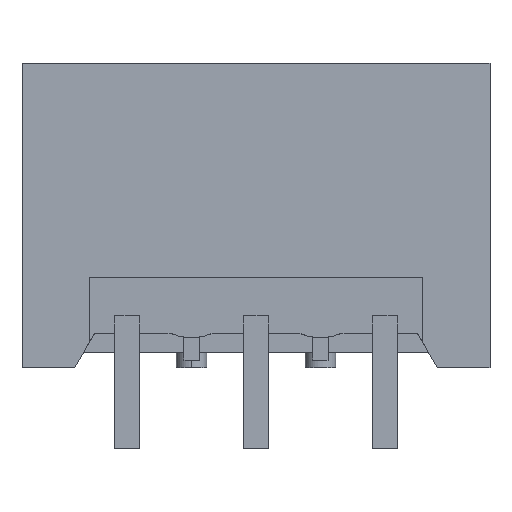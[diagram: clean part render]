
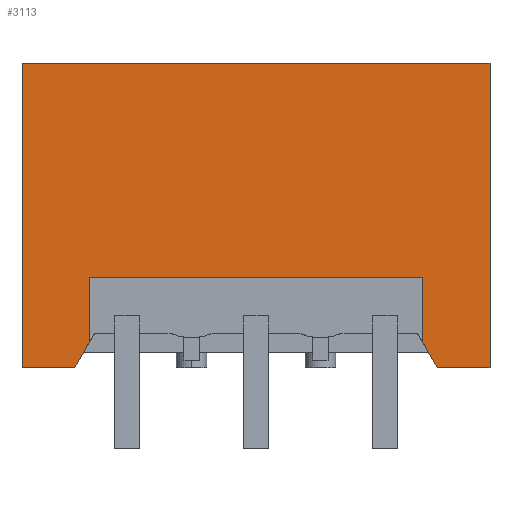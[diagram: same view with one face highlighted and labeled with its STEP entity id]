
A CAD part, front view. The second image highlights one B-rep face of the part: STEP entity #3113.
In plain terms, the highlighted planar face has unit normal (0, -1, 0).
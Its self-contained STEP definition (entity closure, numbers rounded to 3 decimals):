
#3086=AXIS2_PLACEMENT_3D('Plane Axis2P3D',#3083,#3084,#3085) ;
#1112=CARTESIAN_POINT('Vertex',(2.64,0.,4.181)) ;
#1115=CARTESIAN_POINT('Line Origine',(2.357,0.,3.691)) ;
#1119=CARTESIAN_POINT('Vertex',(2.073,0.,3.2)) ;
#1166=CARTESIAN_POINT('Line Origine',(1.037,0.,3.2)) ;
#1170=CARTESIAN_POINT('Vertex',(0.,0.,3.2)) ;
#1194=CARTESIAN_POINT('Vertex',(0.,0.,15.2)) ;
#1197=CARTESIAN_POINT('Line Origine',(0.,0.,9.2)) ;
#1221=CARTESIAN_POINT('Line Origine',(9.22,0.,15.2)) ;
#1225=CARTESIAN_POINT('Vertex',(18.44,0.,15.2)) ;
#2014=CARTESIAN_POINT('Line Origine',(18.44,0.,9.2)) ;
#2018=CARTESIAN_POINT('Vertex',(18.44,0.,3.2)) ;
#2038=CARTESIAN_POINT('Line Origine',(17.59,0.,3.2)) ;
#2042=CARTESIAN_POINT('Vertex',(16.74,0.,3.2)) ;
#2045=CARTESIAN_POINT('Line Origine',(16.553,0.,3.2)) ;
#2049=CARTESIAN_POINT('Vertex',(16.367,0.,3.2)) ;
#2120=CARTESIAN_POINT('Line Origine',(16.083,0.,3.691)) ;
#2124=CARTESIAN_POINT('Vertex',(15.8,0.,4.181)) ;
#3068=CARTESIAN_POINT('Vertex',(2.64,0.,6.75)) ;
#3071=CARTESIAN_POINT('Line Origine',(2.64,0.,5.466)) ;
#3083=CARTESIAN_POINT('Axis2P3D Location',(-3.38,0.,3.2)) ;
#3088=CARTESIAN_POINT('Line Origine',(9.22,0.,6.75)) ;
#3092=CARTESIAN_POINT('Vertex',(15.8,0.,6.75)) ;
#3095=CARTESIAN_POINT('Line Origine',(15.8,0.,5.466)) ;
#1116=DIRECTION('Vector Direction',(-0.5,0.,-0.866)) ;
#1167=DIRECTION('Vector Direction',(1.,0.,0.)) ;
#1198=DIRECTION('Vector Direction',(0.,0.,1.)) ;
#1222=DIRECTION('Vector Direction',(-1.,0.,0.)) ;
#2015=DIRECTION('Vector Direction',(0.,0.,1.)) ;
#2039=DIRECTION('Vector Direction',(-1.,0.,0.)) ;
#2046=DIRECTION('Vector Direction',(1.,0.,0.)) ;
#2121=DIRECTION('Vector Direction',(-0.5,0.,0.866)) ;
#3072=DIRECTION('Vector Direction',(0.,0.,-1.)) ;
#3084=DIRECTION('Axis2P3D Direction',(0.,1.,0.)) ;
#3085=DIRECTION('Axis2P3D XDirection',(0.,0.,-1.)) ;
#3089=DIRECTION('Vector Direction',(-1.,0.,0.)) ;
#3096=DIRECTION('Vector Direction',(0.,0.,1.)) ;
#1117=VECTOR('Line Direction',#1116,1.) ;
#1168=VECTOR('Line Direction',#1167,1.) ;
#1199=VECTOR('Line Direction',#1198,1.) ;
#1223=VECTOR('Line Direction',#1222,1.) ;
#2016=VECTOR('Line Direction',#2015,1.) ;
#2040=VECTOR('Line Direction',#2039,1.) ;
#2047=VECTOR('Line Direction',#2046,1.) ;
#2122=VECTOR('Line Direction',#2121,1.) ;
#3073=VECTOR('Line Direction',#3072,1.) ;
#3090=VECTOR('Line Direction',#3089,1.) ;
#3097=VECTOR('Line Direction',#3096,1.) ;
#3101=ORIENTED_EDGE('',*,*,#1201,.F.) ;
#3102=ORIENTED_EDGE('',*,*,#1172,.T.) ;
#3103=ORIENTED_EDGE('',*,*,#1121,.F.) ;
#3104=ORIENTED_EDGE('',*,*,#3075,.F.) ;
#3105=ORIENTED_EDGE('',*,*,#3094,.F.) ;
#3106=ORIENTED_EDGE('',*,*,#3099,.F.) ;
#3107=ORIENTED_EDGE('',*,*,#2126,.F.) ;
#3108=ORIENTED_EDGE('',*,*,#2051,.T.) ;
#3109=ORIENTED_EDGE('',*,*,#2044,.F.) ;
#3110=ORIENTED_EDGE('',*,*,#2020,.T.) ;
#3111=ORIENTED_EDGE('',*,*,#1227,.T.) ;
#3113=ADVANCED_FACE('HOUSING',(#3112),#3087,.F.) ;
#1121=EDGE_CURVE('',#1113,#1120,#1118,.T.) ;
#1172=EDGE_CURVE('',#1171,#1120,#1169,.T.) ;
#1201=EDGE_CURVE('',#1171,#1195,#1200,.T.) ;
#1227=EDGE_CURVE('',#1226,#1195,#1224,.T.) ;
#2020=EDGE_CURVE('',#2019,#1226,#2017,.T.) ;
#2044=EDGE_CURVE('',#2019,#2043,#2041,.T.) ;
#2051=EDGE_CURVE('',#2050,#2043,#2048,.T.) ;
#2126=EDGE_CURVE('',#2050,#2125,#2123,.T.) ;
#3075=EDGE_CURVE('',#3069,#1113,#3074,.T.) ;
#3094=EDGE_CURVE('',#3093,#3069,#3091,.T.) ;
#3099=EDGE_CURVE('',#2125,#3093,#3098,.T.) ;
#3100=EDGE_LOOP('',(#3101,#3102,#3103,#3104,#3105,#3106,#3107,#3108,#3109,#3110,#3111)) ;
#3112=FACE_OUTER_BOUND('',#3100,.T.) ;
#1118=LINE('Line',#1115,#1117) ;
#1169=LINE('Line',#1166,#1168) ;
#1200=LINE('Line',#1197,#1199) ;
#1224=LINE('Line',#1221,#1223) ;
#2017=LINE('Line',#2014,#2016) ;
#2041=LINE('Line',#2038,#2040) ;
#2048=LINE('Line',#2045,#2047) ;
#2123=LINE('Line',#2120,#2122) ;
#3074=LINE('Line',#3071,#3073) ;
#3091=LINE('Line',#3088,#3090) ;
#3098=LINE('Line',#3095,#3097) ;
#3087=PLANE('',#3086) ;
#1113=VERTEX_POINT('',#1112) ;
#1120=VERTEX_POINT('',#1119) ;
#1171=VERTEX_POINT('',#1170) ;
#1195=VERTEX_POINT('',#1194) ;
#1226=VERTEX_POINT('',#1225) ;
#2019=VERTEX_POINT('',#2018) ;
#2043=VERTEX_POINT('',#2042) ;
#2050=VERTEX_POINT('',#2049) ;
#2125=VERTEX_POINT('',#2124) ;
#3069=VERTEX_POINT('',#3068) ;
#3093=VERTEX_POINT('',#3092) ;
